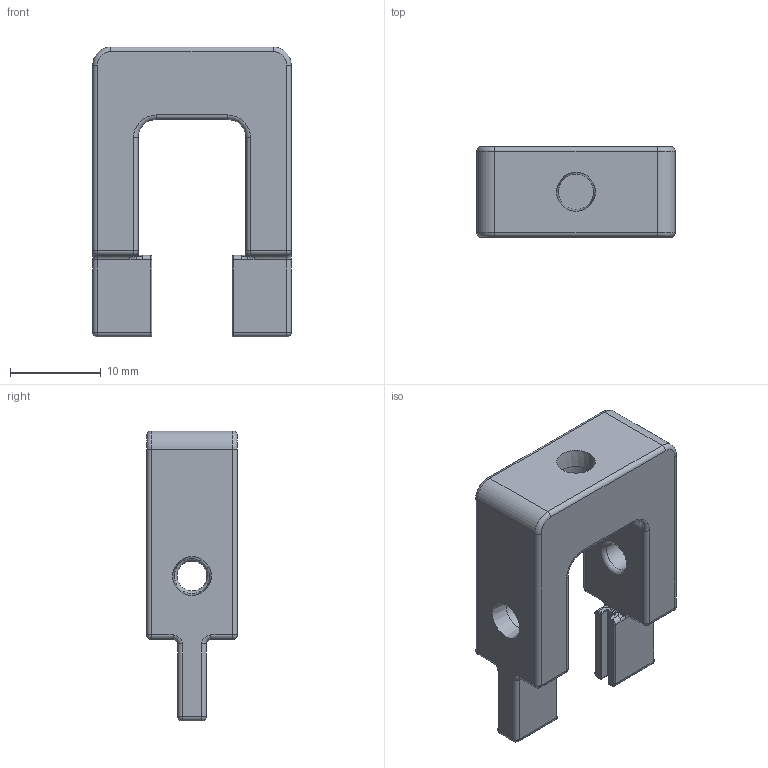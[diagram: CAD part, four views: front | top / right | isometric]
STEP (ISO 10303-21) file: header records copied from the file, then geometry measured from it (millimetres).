
FILE_DESCRIPTION(/* description */ (''),/* implementation_level */ '2;1');
FILE_NAME(/* name */ 'PayloadHolder_REDUCED_NP1.stp',/* time_stamp */ '2023-03-17T16:42:06Z',/* author */ ('Pip'),/* organization */ (''),/* preprocessor_version */ 'ST-DEVELOPER v19',/* originating_system */ 'Autodesk Inventor 2023',/* authorisation */ '');
FILE_SCHEMA (('AUTOMOTIVE_DESIGN { 1 0 10303 214 3 1 1 }'));
Length unit declared in the file: millimetre
Products named in the file (1): PayloadHolder
Bounding box: 21.9 x 10 x 32 mm (x, y, z)
Volume: 3413.9 mm3; surface area: 2259.8 mm2
Topology: 1 solids, 1 shells, 198 faces, 447 edges, 252 vertices
Faces by surface type: cylinder 83, bspline 32, plane 31, torus 30, sphere 20, cone 2
Full cylindrical faces by diameter (mm): 3.3 x1, 3.9 x2
Entity records: 7676 total; most frequent: CARTESIAN_POINT 3238, DIRECTION 975, ORIENTED_EDGE 894, EDGE_CURVE 447, AXIS2_PLACEMENT_3D 401, VERTEX_POINT 252, CIRCLE 234, EDGE_LOOP 203
